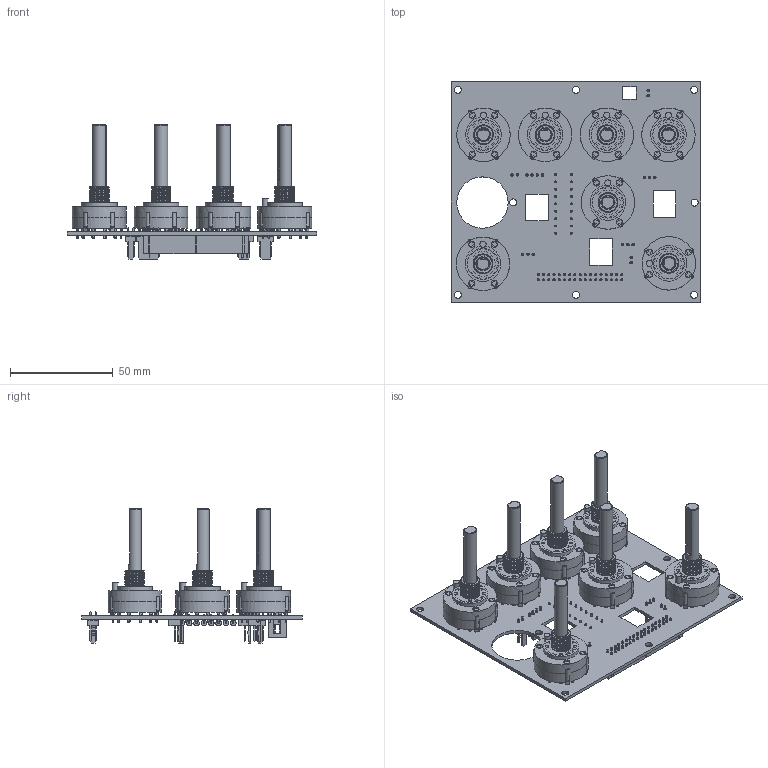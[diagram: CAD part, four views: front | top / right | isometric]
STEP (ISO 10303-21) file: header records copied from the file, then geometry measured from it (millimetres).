
FILE_DESCRIPTION(('KiCad electronic assembly'),'2;1');
FILE_NAME('VHF-AM-ROTARIES.step','2024-08-10T15:17:35',('Pcbnew'),( 'Kicad'),'Open CASCADE STEP processor 7.7','KiCad to STEP converter' ,'Unknown');
FILE_SCHEMA(('AUTOMOTIVE_DESIGN { 1 0 10303 214 1 1 1 1 }'));
Length unit declared in the file: millimetre
Products named in the file (14): VHF-AM-ROTARIES 1; 12 Position Step Long Shaft; SR2612F-0112-21R0B-D8-N v2; D_A-405_P7.62mm_Horizontal; Molex_KK-254_AE-6410-02A_1x02_P2.54mm_Vertical; Molex_AE_6410_02A; Molex_KK-254_AE-6410-03A_1x03_P2.54mm_Vertical; Molex_AE_6410_03A; Molex_KK-254_AE-6410-04A_1x04_P2.54mm_Vertical; Molex_AE_6410_04A; IDC-Header_2x17_P2.54mm_Vertical; IDC_Header_2x17_P254mm_Vertical; VHF-AM-ROTARIES_PCB
Assembly tree (31 placements, depth 3):
  VHF-AM-ROTARIES 1
    12 Position Step Long Shaft  x7
      SR2612F-0112-21R0B-D8-N v2
    D_A-405_P7.62mm_Horizontal  x9
      D_A-405_P7.62mm_Horizontal
    Molex_KK-254_AE-6410-02A_1x02_P2.54mm_Vertical  x3
      Molex_AE_6410_02A
    Molex_KK-254_AE-6410-03A_1x03_P2.54mm_Vertical  x3
      Molex_AE_6410_03A
    Molex_KK-254_AE-6410-04A_1x04_P2.54mm_Vertical
      Molex_AE_6410_04A
    IDC-Header_2x17_P2.54mm_Vertical
      IDC_Header_2x17_P254mm_Vertical
    VHF-AM-ROTARIES_PCB
Bounding box: 121.4 x 107.1 x 65.5 mm (x, y, z)
Volume: 74787.6 mm3; surface area: 69326.4 mm2
Topology: 165 solids, 165 shells, 3898 faces, 9552 edges, 6212 vertices
Faces by surface type: plane 3098, cylinder 719, bspline 42, torus 25, cone 14
Full cylindrical faces by diameter (mm): 0.6 x36, 0.9 x18, 1 x40, 1.19 x19, 1.4 x91, 2.7 x18, 2.72 x9, 3 x35, 3.408 x8, 6.35 x7, 8.666 x63, 9.525 x77, 15.2 x14, 24.993 x1, 26 x7
Entity records: 52036 total; most frequent: CARTESIAN_POINT 9443, ORIENTED_EDGE 7172, DIRECTION 7034, EDGE_CURVE 3586, LINE 3016, VECTOR 3016, VERTEX_POINT 2276, AXIS2_PLACEMENT_3D 2009
